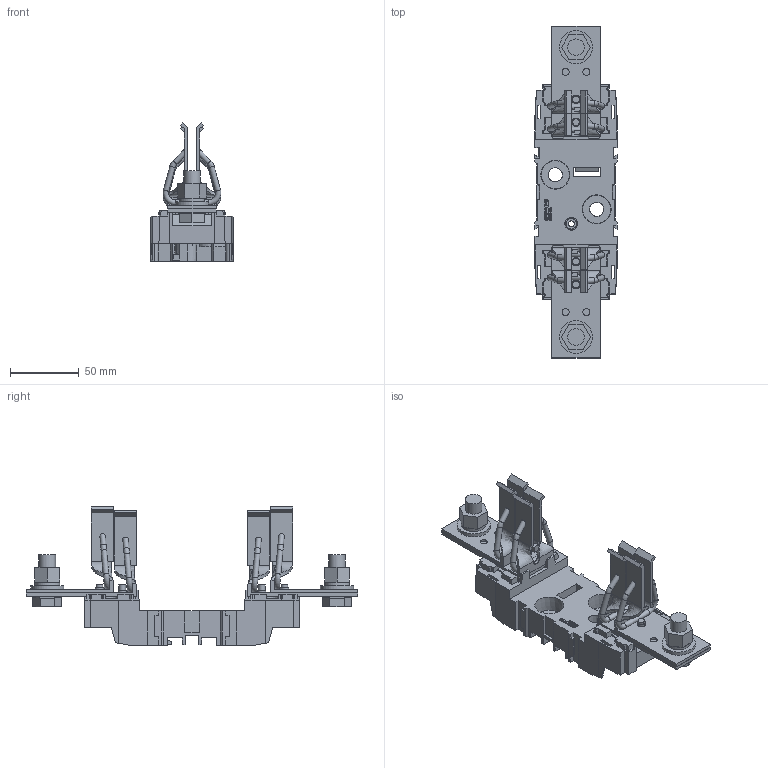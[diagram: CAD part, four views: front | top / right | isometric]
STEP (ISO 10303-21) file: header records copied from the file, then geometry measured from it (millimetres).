
FILE_DESCRIPTION(/* description */ (''),/* implementation_level */ '2;1');
FILE_NAME(/* name */ '3NH1430_000158210V.stp',/* time_stamp */ '2024-10-07T11:52:22+02:00',/* author */ (''),/* organization */ (''),/* preprocessor_version */ 'ST-DEVELOPER v18.101',/* originating_system */ 'SIEMENS PLM Software NX 2007',/* authorisation */ '');
FILE_SCHEMA (('AUTOMOTIVE_DESIGN { 1 0 10303 214 3 1 1 1 }'));
Products named in the file (1): 3NH1430_000158210V
Bounding box: 59.8 x 240.6 x 100.3 mm (x, y, z)
Volume: 143526.1 mm3; surface area: 113806.2 mm2
Topology: 1 solids, 5 shells, 1151 faces, 3201 edges, 2115 vertices
Faces by surface type: plane 870, cylinder 139, cone 63, bspline 43, extrusion 20, torus 16
Full cylindrical faces by diameter (mm): 4 x20, 4.2 x1, 4.9 x14, 5.15 x4, 5.2 x4, 6 x4, 9.5 x4, 12 x8, 18 x2, 24 x2
Entity records: 85783 total; most frequent: CARTESIAN_POINT 49363, ORIENTED_EDGE 6066, DIRECTION 5313, EDGE_CURVE 3033, VECTOR 2323, LINE 2303, VERTEX_POINT 2046, AXIS2_PLACEMENT_3D 1495
